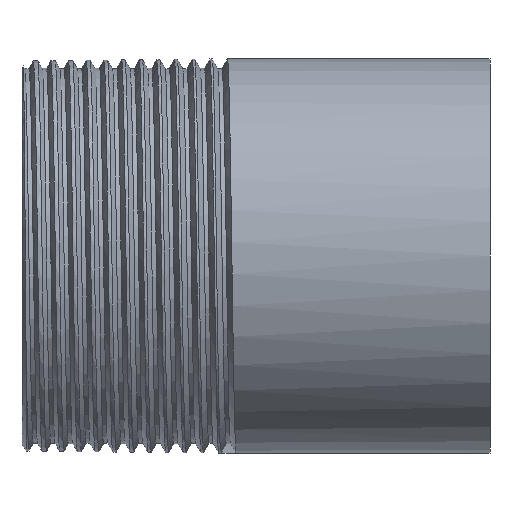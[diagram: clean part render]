
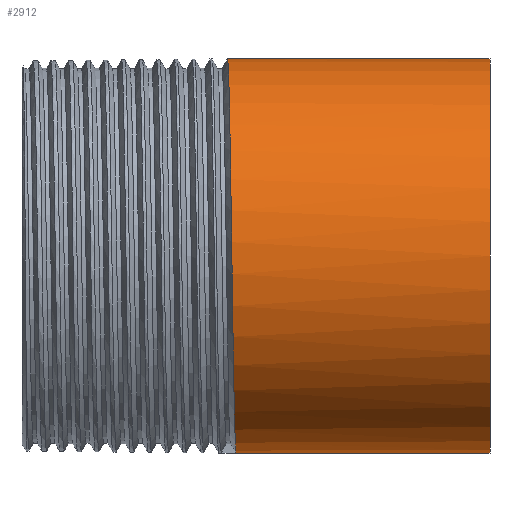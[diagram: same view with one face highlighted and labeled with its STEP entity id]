
A CAD part, front view. The second image highlights one B-rep face of the part: STEP entity #2912.
In plain terms, the highlighted cylindrical face has radius 16.85 mm (diameter 33.7 mm), a partial arc.
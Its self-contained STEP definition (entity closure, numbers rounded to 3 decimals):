
#89 = CARTESIAN_POINT ( 'NONE',  ( -22.156, -16.85, 6.979 ) ) ;
#205 = DIRECTION ( 'NONE',  ( 0., 0., 1. ) ) ;
#469 = AXIS2_PLACEMENT_3D ( 'NONE', #2444, #1298, #205 ) ;
#515 = DIRECTION ( 'NONE',  ( -1., 0., 0. ) ) ;
#624 = CIRCLE ( 'NONE', #2775, 16.85 ) ;
#724 = VECTOR ( 'NONE', #4701, 1000. ) ;
#821 = VERTEX_POINT ( 'NONE', #2037 ) ;
#1146 = EDGE_CURVE ( 'NONE', #2035, #1766, #3954, .T. ) ;
#1162 = CARTESIAN_POINT ( 'NONE',  ( 0., 0., 16.85 ) ) ;
#1298 = DIRECTION ( 'NONE',  ( -1., 0., 0. ) ) ;
#1484 = CARTESIAN_POINT ( 'NONE',  ( -21.688, 0., -16.85 ) ) ;
#1532 = CARTESIAN_POINT ( 'NONE',  ( -21.875, -11.915, -11.915 ) ) ;
#1647 = CARTESIAN_POINT ( 'NONE',  ( -22.063, -16.85, 0. ) ) ;
#1766 = VERTEX_POINT ( 'NONE', #2581 ) ;
#2035 = VERTEX_POINT ( 'NONE', #1162 ) ;
#2037 = CARTESIAN_POINT ( 'NONE',  ( 0., 0., -16.85 ) ) ;
#2047 = CARTESIAN_POINT ( 'NONE',  ( -22.25, -11.915, 11.915 ) ) ;
#2094 = CYLINDRICAL_SURFACE ( 'NONE', #469, 16.85 ) ;
#2130 = CARTESIAN_POINT ( 'NONE',  ( 0., 0., 0. ) ) ;
#2175 = EDGE_CURVE ( 'NONE', #3746, #1766, #2499, .T. ) ;
#2327 = CARTESIAN_POINT ( 'NONE',  ( -21.969, -16.85, -6.979 ) ) ;
#2444 = CARTESIAN_POINT ( 'NONE',  ( -149.494, 0., 0. ) ) ;
#2499 =( BOUNDED_CURVE ( )  B_SPLINE_CURVE ( 2, ( #1484, #3013, #1532, #2327, #1647, #89, #2047, #4044, #2774 ),
 .UNSPECIFIED., .F., .F. ) 
 B_SPLINE_CURVE_WITH_KNOTS ( ( 3, 2, 2, 2, 3 ),
 ( 0., 0.01, 0.021, 0.031, 0.042 ),
 .UNSPECIFIED. ) 
 CURVE ( )  GEOMETRIC_REPRESENTATION_ITEM ( )  RATIONAL_B_SPLINE_CURVE ( ( 1., 0.924, 1., 0.924, 1., 0.924, 1., 0.924, 1. ) ) 
 REPRESENTATION_ITEM ( '' )  );
#2537 = EDGE_CURVE ( 'NONE', #821, #2035, #624, .T. ) ;
#2542 = ORIENTED_EDGE ( 'NONE', *, *, #2175, .F. ) ;
#2581 = CARTESIAN_POINT ( 'NONE',  ( -22.438, 0., 16.85 ) ) ;
#2639 = LINE ( 'NONE', #4191, #3502 ) ;
#2693 = EDGE_LOOP ( 'NONE', ( #4251, #2764, #4176, #2542 ) ) ;
#2764 = ORIENTED_EDGE ( 'NONE', *, *, #2537, .T. ) ;
#2774 = CARTESIAN_POINT ( 'NONE',  ( -22.438, 0., 16.85 ) ) ;
#2775 = AXIS2_PLACEMENT_3D ( 'NONE', #2130, #515, #4344 ) ;
#2912 = ADVANCED_FACE ( 'NONE', ( #4724 ), #2094, .T. ) ;
#3013 = CARTESIAN_POINT ( 'NONE',  ( -21.781, -6.979, -16.85 ) ) ;
#3502 = VECTOR ( 'NONE', #4102, 1000. ) ;
#3746 = VERTEX_POINT ( 'NONE', #4092 ) ;
#3954 = LINE ( 'NONE', #4377, #724 ) ;
#3976 = EDGE_CURVE ( 'NONE', #821, #3746, #2639, .T. ) ;
#4044 = CARTESIAN_POINT ( 'NONE',  ( -22.344, -6.979, 16.85 ) ) ;
#4092 = CARTESIAN_POINT ( 'NONE',  ( -21.688, 0., -16.85 ) ) ;
#4102 = DIRECTION ( 'NONE',  ( -1., 0., 0. ) ) ;
#4176 = ORIENTED_EDGE ( 'NONE', *, *, #1146, .T. ) ;
#4191 = CARTESIAN_POINT ( 'NONE',  ( -149.494, 0., -16.85 ) ) ;
#4251 = ORIENTED_EDGE ( 'NONE', *, *, #3976, .F. ) ;
#4344 = DIRECTION ( 'NONE',  ( 0., 0., 1. ) ) ;
#4377 = CARTESIAN_POINT ( 'NONE',  ( -149.494, 0., 16.85 ) ) ;
#4701 = DIRECTION ( 'NONE',  ( -1., 0., 0. ) ) ;
#4724 = FACE_OUTER_BOUND ( 'NONE', #2693, .T. ) ;
